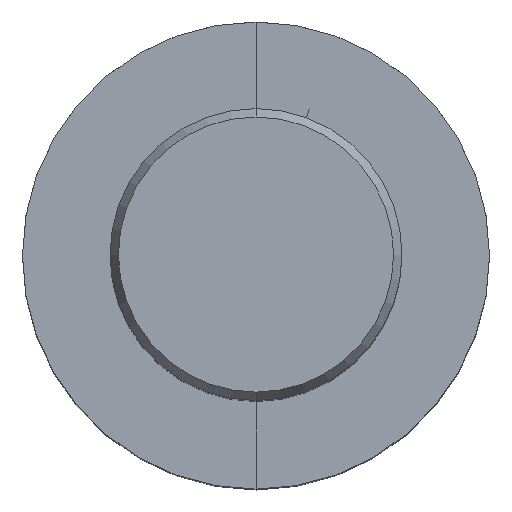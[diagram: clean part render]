
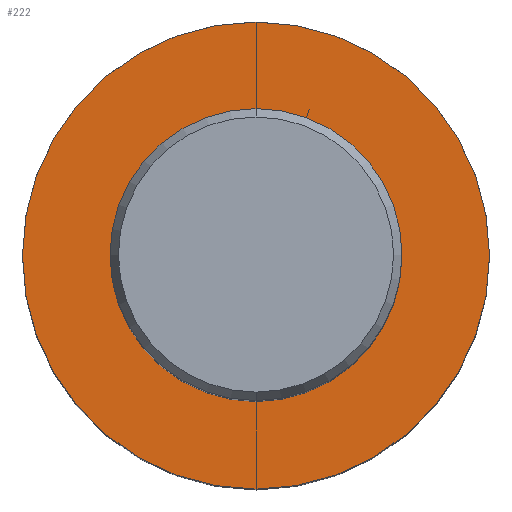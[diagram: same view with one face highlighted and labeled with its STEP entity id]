
A CAD part, top view. The second image highlights one B-rep face of the part: STEP entity #222.
In plain terms, the highlighted planar face has unit normal (0, 0, 1).
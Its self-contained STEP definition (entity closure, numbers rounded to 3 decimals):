
#102=EDGE_CURVE('',#224,#180,#259,.T.);
#104=VERTEX_POINT('',#261);
#140=EDGE_CURVE('',#202,#104,#301,.T.);
#146=EDGE_CURVE('',#104,#202,#307,.T.);
#180=VERTEX_POINT('',#345);
#202=VERTEX_POINT('',#370);
#214=EDGE_CURVE('',#180,#224,#383,.T.);
#222=ADVANCED_FACE('',(#393,#394),#395,.T.);
#224=VERTEX_POINT('',#397);
#259=CIRCLE('',#429,25.395);
#261=CARTESIAN_POINT('',(0.0,15.875,-63.49));
#301=CIRCLE('',#487,15.875);
#307=CIRCLE('',#495,15.875);
#345=CARTESIAN_POINT('',(0.0,25.395,-63.49));
#370=CARTESIAN_POINT('',(0.,-15.875,-63.49));
#383=CIRCLE('',#589,25.395);
#393=FACE_OUTER_BOUND('',#599,.T.);
#394=FACE_BOUND('',#600,.T.);
#395=PLANE('',#601);
#397=CARTESIAN_POINT('',(0.,-25.395,-63.49));
#429=AXIS2_PLACEMENT_3D('',#626,#627,#628);
#487=AXIS2_PLACEMENT_3D('',#672,#673,#674);
#495=AXIS2_PLACEMENT_3D('',#678,#679,#680);
#589=AXIS2_PLACEMENT_3D('',#771,#772,#773);
#599=EDGE_LOOP('',(#789,#790));
#600=EDGE_LOOP('',(#791,#792));
#601=AXIS2_PLACEMENT_3D('',#793,#794,#795);
#626=CARTESIAN_POINT('',(0.0,0.0,-63.49));
#627=DIRECTION('',(0.0,0.0,-1.0));
#628=DIRECTION('',(0.0,1.0,0.0));
#672=CARTESIAN_POINT('',(0.0,0.0,-63.49));
#673=DIRECTION('',(0.0,0.0,-1.0));
#674=DIRECTION('',(0.0,1.0,0.0));
#678=CARTESIAN_POINT('',(0.0,0.0,-63.49));
#679=DIRECTION('',(0.0,0.0,-1.0));
#680=DIRECTION('',(0.0,1.0,0.0));
#771=CARTESIAN_POINT('',(0.0,0.0,-63.49));
#772=DIRECTION('',(0.0,0.0,-1.0));
#773=DIRECTION('',(0.0,1.0,0.0));
#789=ORIENTED_EDGE('',*,*,#214,.F.);
#790=ORIENTED_EDGE('',*,*,#102,.F.);
#791=ORIENTED_EDGE('',*,*,#146,.T.);
#792=ORIENTED_EDGE('',*,*,#140,.T.);
#793=CARTESIAN_POINT('',(0.0,20.635,-63.49));
#794=DIRECTION('',(-0.0,0.0,1.0));
#795=DIRECTION('',(0.0,-1.0,0.0));
